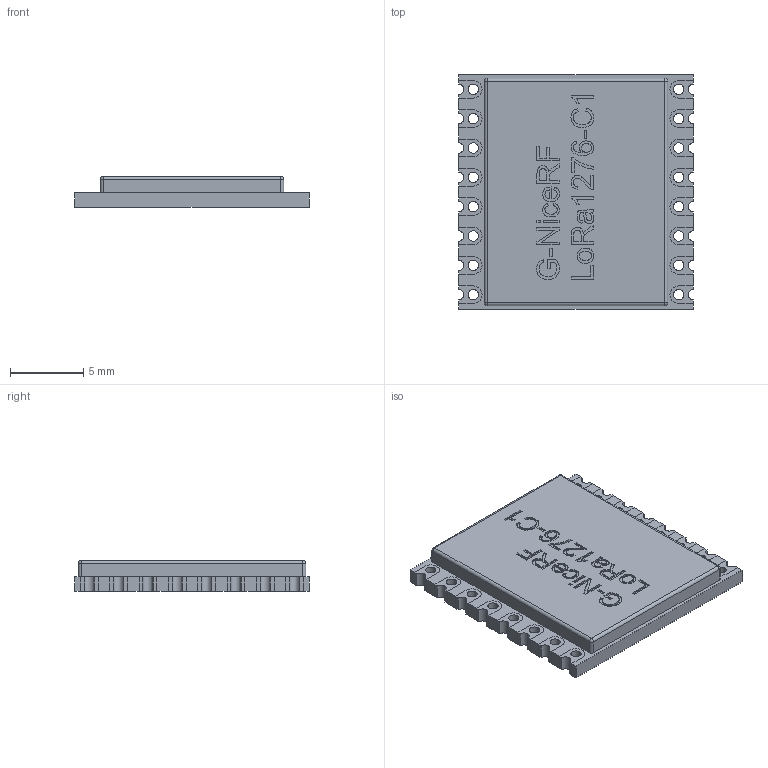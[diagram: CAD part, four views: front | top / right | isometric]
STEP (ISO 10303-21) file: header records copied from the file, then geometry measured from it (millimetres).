
FILE_DESCRIPTION(/* description */ (''),/* implementation_level */ '2;1');
FILE_NAME(/* name */ 'GNiceRF1276-C1 v0.step',/* time_stamp */ '2025-06-14T19:40:13+02:00',/* author */ (''),/* organization */ (''),/* preprocessor_version */ 'ST-DEVELOPER v20.1',/* originating_system */ 'Autodesk Translation Framework v14.10.0.0',/* authorisation */ '');
FILE_SCHEMA (('AUTOMOTIVE_DESIGN { 1 0 10303 214 3 1 1 }'));
Length unit declared in the file: millimetre
Products named in the file (3): GNiceRF1276-C1; Component1; Component2
Assembly tree (2 placements, depth 2):
  GNiceRF1276-C1
    Component1
    Component2
Bounding box: 16 x 16 x 2.1 mm (x, y, z)
Volume: 458.4 mm3; surface area: 1178.8 mm2
Topology: 18 solids, 18 shells, 577 faces, 1533 edges, 1018 vertices
Faces by surface type: plane 283, bspline 218, cylinder 72, sphere 4
Full cylindrical faces by diameter (mm): 0.7 x16
Entity records: 19989 total; most frequent: CARTESIAN_POINT 6839, ORIENTED_EDGE 3066, DIRECTION 1969, EDGE_CURVE 1533, VERTEX_POINT 1018, LINE 953, VECTOR 953, EDGE_LOOP 635
